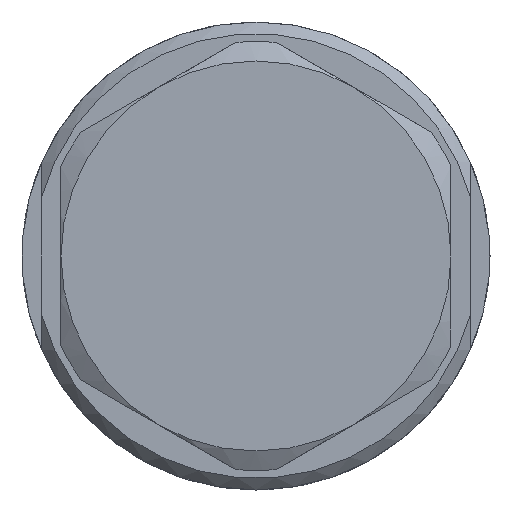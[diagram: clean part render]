
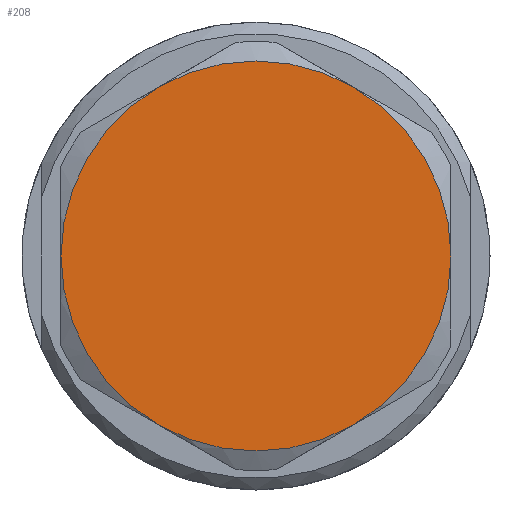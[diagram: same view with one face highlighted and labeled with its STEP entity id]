
A CAD part, left-side view. The second image highlights one B-rep face of the part: STEP entity #208.
In plain terms, the highlighted planar face has unit normal (-1, 0, 0).
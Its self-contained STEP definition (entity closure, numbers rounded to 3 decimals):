
#81=PLANE('',#1472);
#208=ADVANCED_FACE('',(#348),#81,.T.);
#348=FACE_OUTER_BOUND('',#403,.T.);
#403=EDGE_LOOP('',(#684,#685,#686,#687,#688,#689));
#552=CIRCLE('',#1466,5.);
#553=CIRCLE('',#1467,5.);
#554=CIRCLE('',#1468,5.);
#555=CIRCLE('',#1469,5.);
#556=CIRCLE('',#1470,5.);
#557=CIRCLE('',#1471,5.);
#684=ORIENTED_EDGE('',*,*,#1180,.T.);
#685=ORIENTED_EDGE('',*,*,#1181,.T.);
#686=ORIENTED_EDGE('',*,*,#1182,.T.);
#687=ORIENTED_EDGE('',*,*,#1183,.T.);
#688=ORIENTED_EDGE('',*,*,#1184,.T.);
#689=ORIENTED_EDGE('',*,*,#1185,.T.);
#1040=VERTEX_POINT('',#2189);
#1041=VERTEX_POINT('',#2190);
#1042=VERTEX_POINT('',#2192);
#1043=VERTEX_POINT('',#2194);
#1044=VERTEX_POINT('',#2196);
#1045=VERTEX_POINT('',#2198);
#1180=EDGE_CURVE('',#1040,#1041,#552,.T.);
#1181=EDGE_CURVE('',#1041,#1042,#553,.T.);
#1182=EDGE_CURVE('',#1042,#1043,#554,.T.);
#1183=EDGE_CURVE('',#1043,#1044,#555,.T.);
#1184=EDGE_CURVE('',#1044,#1045,#556,.T.);
#1185=EDGE_CURVE('',#1045,#1040,#557,.T.);
#1466=AXIS2_PLACEMENT_3D('',#2188,#1710,#1711);
#1467=AXIS2_PLACEMENT_3D('',#2191,#1712,#1713);
#1468=AXIS2_PLACEMENT_3D('',#2193,#1714,#1715);
#1469=AXIS2_PLACEMENT_3D('',#2195,#1716,#1717);
#1470=AXIS2_PLACEMENT_3D('',#2197,#1718,#1719);
#1471=AXIS2_PLACEMENT_3D('',#2199,#1720,#1721);
#1472=AXIS2_PLACEMENT_3D('',#2200,#1722,#1723);
#1710=DIRECTION('',(-1.,0.,0.));
#1711=DIRECTION('',(0.,0.,1.));
#1712=DIRECTION('',(-1.,0.,0.));
#1713=DIRECTION('',(0.,0.,1.));
#1714=DIRECTION('',(-1.,0.,0.));
#1715=DIRECTION('',(0.,0.,1.));
#1716=DIRECTION('',(-1.,0.,0.));
#1717=DIRECTION('',(0.,0.,1.));
#1718=DIRECTION('',(-1.,0.,0.));
#1719=DIRECTION('',(0.,0.,1.));
#1720=DIRECTION('',(-1.,0.,0.));
#1721=DIRECTION('',(0.,0.,1.));
#1722=DIRECTION('',(-1.,0.,0.));
#1723=DIRECTION('',(0.,0.,1.));
#2188=CARTESIAN_POINT('',(-34.5,0.,0.));
#2189=CARTESIAN_POINT('',(-34.5,2.5,4.33));
#2190=CARTESIAN_POINT('',(-34.5,5.,0.));
#2191=CARTESIAN_POINT('',(-34.5,0.,0.));
#2192=CARTESIAN_POINT('',(-34.5,2.5,-4.33));
#2193=CARTESIAN_POINT('',(-34.5,0.,0.));
#2194=CARTESIAN_POINT('',(-34.5,-2.5,-4.33));
#2195=CARTESIAN_POINT('',(-34.5,0.,0.));
#2196=CARTESIAN_POINT('',(-34.5,-5.,0.));
#2197=CARTESIAN_POINT('',(-34.5,0.,0.));
#2198=CARTESIAN_POINT('',(-34.5,-2.5,4.33));
#2199=CARTESIAN_POINT('',(-34.5,0.,0.));
#2200=CARTESIAN_POINT('',(-34.5,0.,0.));
